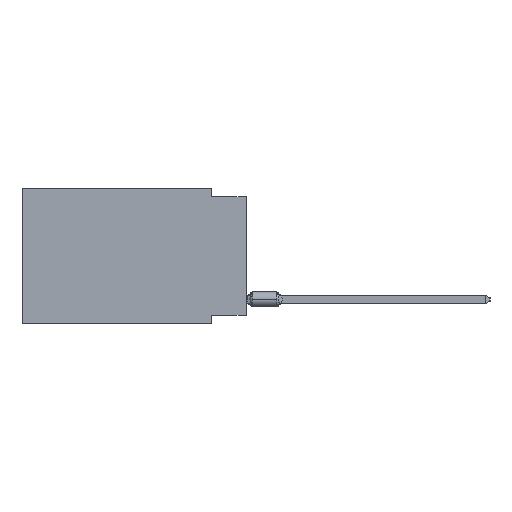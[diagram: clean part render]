
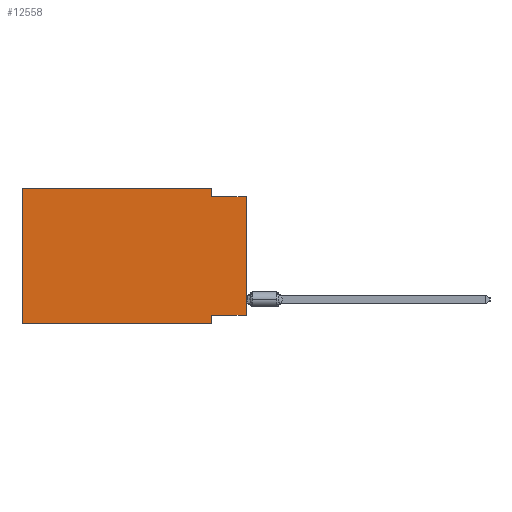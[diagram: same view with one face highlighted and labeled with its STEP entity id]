
A CAD part, left-side view. The second image highlights one B-rep face of the part: STEP entity #12558.
In plain terms, the highlighted planar face has unit normal (-1, 0, 0).
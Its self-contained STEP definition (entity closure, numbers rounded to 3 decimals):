
#1029 = CARTESIAN_POINT ( 'NONE',  ( 0., 2.54, 0. ) ) ;
#2449 = CARTESIAN_POINT ( 'NONE',  ( 0., 2.54, 0. ) ) ;
#2648 = CARTESIAN_POINT ( 'NONE',  ( 0., 16.383, 0. ) ) ;
#3489 = DIRECTION ( 'NONE',  ( 0., 0., -1. ) ) ;
#4701 = VERTEX_POINT ( 'NONE', #23144 ) ;
#6280 = LINE ( 'NONE', #1029, #46257 ) ;
#7036 = VECTOR ( 'NONE', #20824, 1000. ) ;
#7113 = EDGE_CURVE ( 'NONE', #40797, #49151, #58452, .T. ) ;
#7831 = ORIENTED_EDGE ( 'NONE', *, *, #44808, .F. ) ;
#7858 = VERTEX_POINT ( 'NONE', #15503 ) ;
#8114 = LINE ( 'NONE', #47743, #49259 ) ;
#8755 = EDGE_LOOP ( 'NONE', ( #9358, #57663, #32576, #7831, #9449, #41688, #57791, #20724 ) ) ;
#9358 = ORIENTED_EDGE ( 'NONE', *, *, #62879, .T. ) ;
#9449 = ORIENTED_EDGE ( 'NONE', *, *, #7113, .F. ) ;
#11912 = CARTESIAN_POINT ( 'NONE',  ( 0., 0., -9.271 ) ) ;
#12558 = ADVANCED_FACE ( 'NONE', ( #26904 ), #37385, .F. ) ;
#13575 = CARTESIAN_POINT ( 'NONE',  ( 0., 16.383, 0. ) ) ;
#14352 = EDGE_CURVE ( 'NONE', #22024, #19397, #6280, .T. ) ;
#15503 = CARTESIAN_POINT ( 'NONE',  ( 0., 2.54, -9.271 ) ) ;
#17083 = DIRECTION ( 'NONE',  ( 1., 0., 0. ) ) ;
#17980 = DIRECTION ( 'NONE',  ( 0., 0., 1. ) ) ;
#18155 = VECTOR ( 'NONE', #17980, 1000. ) ;
#18431 = VECTOR ( 'NONE', #62131, 1000. ) ;
#18764 = LINE ( 'NONE', #54457, #44124 ) ;
#19397 = VERTEX_POINT ( 'NONE', #49146 ) ;
#19860 = CARTESIAN_POINT ( 'NONE',  ( 0., 0., -0.635 ) ) ;
#20724 = ORIENTED_EDGE ( 'NONE', *, *, #61010, .F. ) ;
#20824 = DIRECTION ( 'NONE',  ( 0., -1., 0. ) ) ;
#22024 = VERTEX_POINT ( 'NONE', #2449 ) ;
#23144 = CARTESIAN_POINT ( 'NONE',  ( 0., 2.54, -9.906 ) ) ;
#26904 = FACE_OUTER_BOUND ( 'NONE', #8755, .T. ) ;
#28865 = VECTOR ( 'NONE', #63695, 1000. ) ;
#29240 = DIRECTION ( 'NONE',  ( 0., 1., 0. ) ) ;
#31452 = AXIS2_PLACEMENT_3D ( 'NONE', #2648, #17083, #41979 ) ;
#32576 = ORIENTED_EDGE ( 'NONE', *, *, #14352, .F. ) ;
#32627 = CARTESIAN_POINT ( 'NONE',  ( 0., 16.383, 0. ) ) ;
#33042 = LINE ( 'NONE', #38282, #18155 ) ;
#36885 = VECTOR ( 'NONE', #54894, 1000. ) ;
#37385 = PLANE ( 'NONE',  #31452 ) ;
#38282 = CARTESIAN_POINT ( 'NONE',  ( 0., 0., 0. ) ) ;
#40797 = VERTEX_POINT ( 'NONE', #52392 ) ;
#41405 = EDGE_CURVE ( 'NONE', #19397, #53817, #54575, .T. ) ;
#41688 = ORIENTED_EDGE ( 'NONE', *, *, #55591, .T. ) ;
#41979 = DIRECTION ( 'NONE',  ( 0., 0., -1. ) ) ;
#42125 = LINE ( 'NONE', #32627, #18431 ) ;
#43472 = VERTEX_POINT ( 'NONE', #11912 ) ;
#44124 = VECTOR ( 'NONE', #29240, 1000. ) ;
#44808 = EDGE_CURVE ( 'NONE', #49151, #22024, #42125, .T. ) ;
#45709 = CARTESIAN_POINT ( 'NONE',  ( 0., 16.383, -9.906 ) ) ;
#46257 = VECTOR ( 'NONE', #51492, 1000. ) ;
#47743 = CARTESIAN_POINT ( 'NONE',  ( 0., 2.54, -9.906 ) ) ;
#49146 = CARTESIAN_POINT ( 'NONE',  ( 0., 2.54, -0.635 ) ) ;
#49151 = VERTEX_POINT ( 'NONE', #58466 ) ;
#49259 = VECTOR ( 'NONE', #3489, 1000. ) ;
#49913 = EDGE_CURVE ( 'NONE', #7858, #4701, #8114, .T. ) ;
#51492 = DIRECTION ( 'NONE',  ( 0., 0., -1. ) ) ;
#52392 = CARTESIAN_POINT ( 'NONE',  ( 0., 16.383, -9.906 ) ) ;
#53817 = VERTEX_POINT ( 'NONE', #57632 ) ;
#54457 = CARTESIAN_POINT ( 'NONE',  ( 0., 0., -9.271 ) ) ;
#54575 = LINE ( 'NONE', #19860, #36885 ) ;
#54894 = DIRECTION ( 'NONE',  ( 0., -1., 0. ) ) ;
#55591 = EDGE_CURVE ( 'NONE', #40797, #4701, #60796, .T. ) ;
#57632 = CARTESIAN_POINT ( 'NONE',  ( 0., 0., -0.635 ) ) ;
#57663 = ORIENTED_EDGE ( 'NONE', *, *, #41405, .F. ) ;
#57791 = ORIENTED_EDGE ( 'NONE', *, *, #49913, .F. ) ;
#58452 = LINE ( 'NONE', #13575, #28865 ) ;
#58466 = CARTESIAN_POINT ( 'NONE',  ( 0., 16.383, 0. ) ) ;
#60796 = LINE ( 'NONE', #45709, #7036 ) ;
#61010 = EDGE_CURVE ( 'NONE', #43472, #7858, #18764, .T. ) ;
#62131 = DIRECTION ( 'NONE',  ( 0., -1., 0. ) ) ;
#62879 = EDGE_CURVE ( 'NONE', #43472, #53817, #33042, .T. ) ;
#63695 = DIRECTION ( 'NONE',  ( 0., 0., 1. ) ) ;
